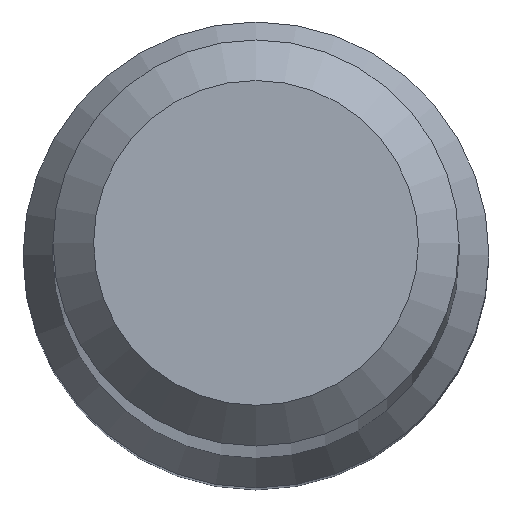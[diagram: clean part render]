
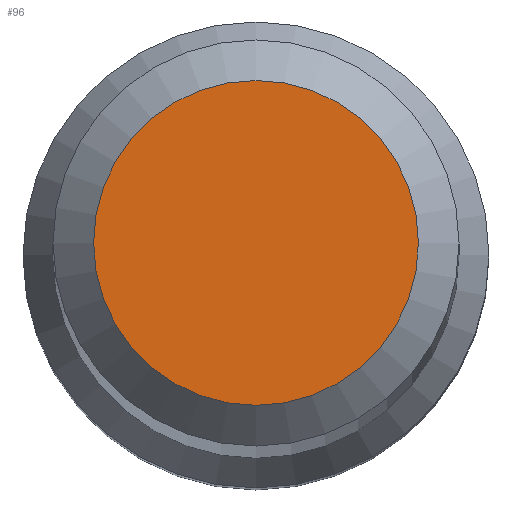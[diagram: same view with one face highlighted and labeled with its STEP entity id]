
A CAD part, top view. The second image highlights one B-rep face of the part: STEP entity #96.
In plain terms, the highlighted planar face has unit normal (0, 0, 1).
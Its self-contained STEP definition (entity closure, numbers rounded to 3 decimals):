
#19 = AXIS2_PLACEMENT_3D ( 'NONE', #164, #178, #159 ) ;
#34 = VERTEX_POINT ( 'NONE', #74 ) ;
#46 = EDGE_LOOP ( 'NONE', ( #124 ) ) ;
#47 = CARTESIAN_POINT ( 'NONE',  ( 0., 0., 80. ) ) ;
#51 = PLANE ( 'NONE',  #19 ) ;
#74 = CARTESIAN_POINT ( 'NONE',  ( 0., 1.6, 80. ) ) ;
#86 = DIRECTION ( 'NONE',  ( 0., 1., 0. ) ) ;
#96 = ADVANCED_FACE ( 'NONE', ( #127 ), #51, .F. ) ;
#107 = DIRECTION ( 'NONE',  ( 0., 0., -1. ) ) ;
#122 = EDGE_CURVE ( 'NONE', #34, #34, #228, .T. ) ;
#124 = ORIENTED_EDGE ( 'NONE', *, *, #122, .F. ) ;
#127 = FACE_OUTER_BOUND ( 'NONE', #46, .T. ) ;
#159 = DIRECTION ( 'NONE',  ( 0., 1., 0. ) ) ;
#164 = CARTESIAN_POINT ( 'NONE',  ( 0., 0., 80. ) ) ;
#178 = DIRECTION ( 'NONE',  ( 0., 0., -1. ) ) ;
#186 = AXIS2_PLACEMENT_3D ( 'NONE', #47, #107, #86 ) ;
#228 = CIRCLE ( 'NONE', #186, 1.6 ) ;
